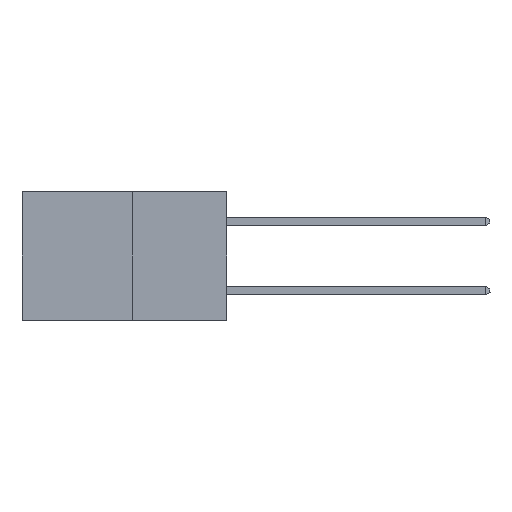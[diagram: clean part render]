
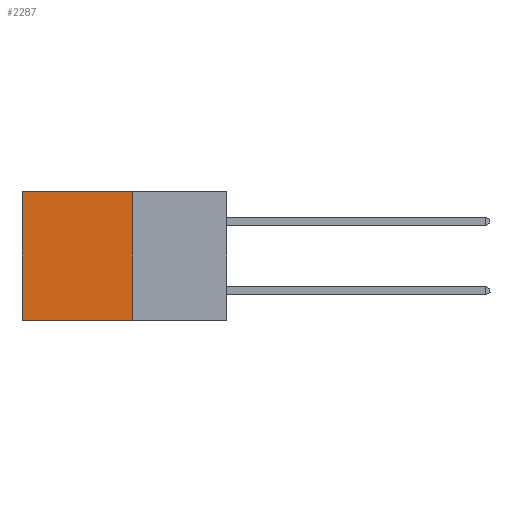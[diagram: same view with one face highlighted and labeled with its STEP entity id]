
A CAD part, left-side view. The second image highlights one B-rep face of the part: STEP entity #2287.
In plain terms, the highlighted planar face has unit normal (-1, 0, 0).
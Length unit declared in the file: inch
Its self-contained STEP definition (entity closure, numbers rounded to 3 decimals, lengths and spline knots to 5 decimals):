
#84 = CARTESIAN_POINT ( 'NONE',  ( 0.277, 0.27, -0.37 ) ) ;
#126 = DIRECTION ( 'NONE',  ( 0., 1., 0. ) ) ;
#1978 = VERTEX_POINT ( 'NONE', #11844 ) ;
#2287 = ADVANCED_FACE ( 'NONE', ( #11684 ), #4713, .F. ) ;
#2580 = CARTESIAN_POINT ( 'NONE',  ( 0.277, 0.59, -0.37 ) ) ;
#2589 = EDGE_LOOP ( 'NONE', ( #13908, #8198, #12924, #6510 ) ) ;
#2923 = DIRECTION ( 'NONE',  ( 0., 1., 0. ) ) ;
#4190 = VERTEX_POINT ( 'NONE', #13752 ) ;
#4263 = DIRECTION ( 'NONE',  ( 1., 0., 0. ) ) ;
#4289 = DIRECTION ( 'NONE',  ( 0., 0., -1. ) ) ;
#4371 = LINE ( 'NONE', #15609, #11524 ) ;
#4713 = PLANE ( 'NONE',  #15407 ) ;
#4804 = CARTESIAN_POINT ( 'NONE',  ( 0.277, 0.27, -0.37 ) ) ;
#5679 = VECTOR ( 'NONE', #8833, 39.37008 ) ;
#5736 = EDGE_CURVE ( 'NONE', #1978, #12802, #4371, .T. ) ;
#6510 = ORIENTED_EDGE ( 'NONE', *, *, #12207, .T. ) ;
#6538 = EDGE_CURVE ( 'NONE', #4190, #11345, #16918, .T. ) ;
#7493 = EDGE_CURVE ( 'NONE', #12802, #11345, #8545, .T. ) ;
#8198 = ORIENTED_EDGE ( 'NONE', *, *, #7493, .F. ) ;
#8545 = LINE ( 'NONE', #84, #11908 ) ;
#8833 = DIRECTION ( 'NONE',  ( 0., 0., -1. ) ) ;
#9329 = CARTESIAN_POINT ( 'NONE',  ( 0.277, 0.59, -0.37 ) ) ;
#10400 = VECTOR ( 'NONE', #2923, 39.37008 ) ;
#11345 = VERTEX_POINT ( 'NONE', #2580 ) ;
#11524 = VECTOR ( 'NONE', #15569, 39.37008 ) ;
#11684 = FACE_OUTER_BOUND ( 'NONE', #2589, .T. ) ;
#11844 = CARTESIAN_POINT ( 'NONE',  ( 0.277, 0.27, 0. ) ) ;
#11908 = VECTOR ( 'NONE', #126, 39.37008 ) ;
#12207 = EDGE_CURVE ( 'NONE', #1978, #4190, #16934, .T. ) ;
#12802 = VERTEX_POINT ( 'NONE', #12898 ) ;
#12898 = CARTESIAN_POINT ( 'NONE',  ( 0.277, 0.27, -0.37 ) ) ;
#12924 = ORIENTED_EDGE ( 'NONE', *, *, #5736, .F. ) ;
#13752 = CARTESIAN_POINT ( 'NONE',  ( 0.277, 0.59, 0. ) ) ;
#13908 = ORIENTED_EDGE ( 'NONE', *, *, #6538, .T. ) ;
#15407 = AXIS2_PLACEMENT_3D ( 'NONE', #4804, #4263, #4289 ) ;
#15569 = DIRECTION ( 'NONE',  ( 0., 0., -1. ) ) ;
#15609 = CARTESIAN_POINT ( 'NONE',  ( 0.277, 0.27, -0.37 ) ) ;
#15638 = CARTESIAN_POINT ( 'NONE',  ( 0.277, 0.27, 0. ) ) ;
#16918 = LINE ( 'NONE', #9329, #5679 ) ;
#16934 = LINE ( 'NONE', #15638, #10400 ) ;
